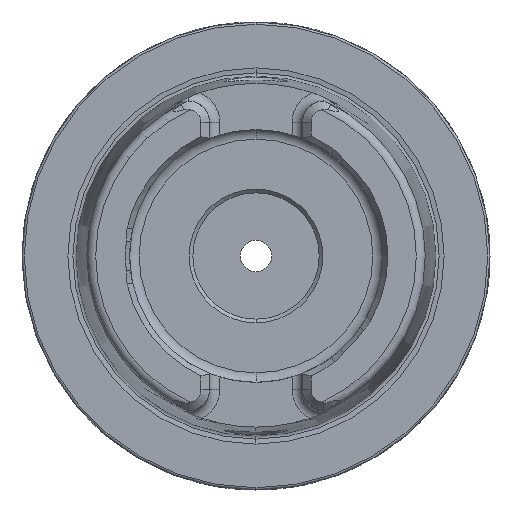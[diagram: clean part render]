
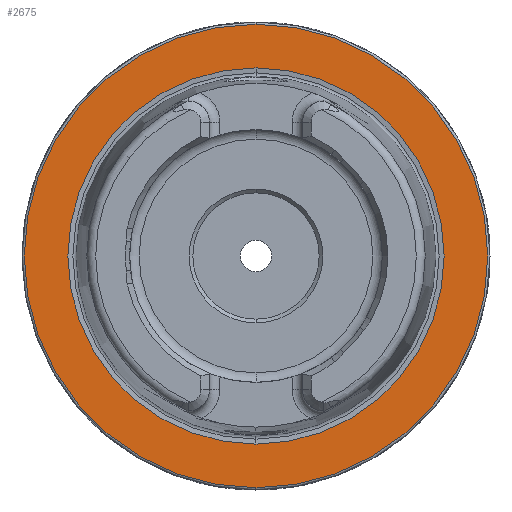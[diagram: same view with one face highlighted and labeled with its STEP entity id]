
A CAD part, left-side view. The second image highlights one B-rep face of the part: STEP entity #2675.
In plain terms, the highlighted planar face has unit normal (-1, 0, 0).
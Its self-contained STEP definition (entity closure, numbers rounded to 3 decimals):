
#32 = AXIS2_PLACEMENT_3D ( 'NONE', #3631, #2896, #145 ) ;
#145 = DIRECTION ( 'NONE',  ( 0., 0., 1. ) ) ;
#147 = PLANE ( 'NONE',  #8232 ) ;
#215 = ORIENTED_EDGE ( 'NONE', *, *, #8881, .T. ) ;
#247 = ORIENTED_EDGE ( 'NONE', *, *, #654, .F. ) ;
#369 = CARTESIAN_POINT ( 'NONE',  ( 0., 0., 0. ) ) ;
#370 = DIRECTION ( 'NONE',  ( -1., 0., 0. ) ) ;
#387 = AXIS2_PLACEMENT_3D ( 'NONE', #7742, #6278, #2082 ) ;
#391 = CIRCLE ( 'NONE', #32, 31.2 ) ;
#654 = EDGE_CURVE ( 'NONE', #8447, #3263, #7657, .T. ) ;
#881 = DIRECTION ( 'NONE',  ( 1., 0., 0. ) ) ;
#1029 = ORIENTED_EDGE ( 'NONE', *, *, #8252, .F. ) ;
#1502 = AXIS2_PLACEMENT_3D ( 'NONE', #369, #5240, #6639 ) ;
#2082 = DIRECTION ( 'NONE',  ( 0., 0., 1. ) ) ;
#2566 = AXIS2_PLACEMENT_3D ( 'NONE', #5210, #370, #5952 ) ;
#2675 = ADVANCED_FACE ( 'NONE', ( #7964, #5015 ), #147, .F. ) ;
#2697 = CARTESIAN_POINT ( 'NONE',  ( 0., 0., -31.2 ) ) ;
#2896 = DIRECTION ( 'NONE',  ( -1., 0., 0. ) ) ;
#2922 = DIRECTION ( 'NONE',  ( 0., 0., -1. ) ) ;
#3239 = CIRCLE ( 'NONE', #387, 25.324 ) ;
#3263 = VERTEX_POINT ( 'NONE', #8257 ) ;
#3605 = CARTESIAN_POINT ( 'NONE',  ( 0., 31.2, 0. ) ) ;
#3631 = CARTESIAN_POINT ( 'NONE',  ( 0., 0., 0. ) ) ;
#4053 = EDGE_LOOP ( 'NONE', ( #247, #1029 ) ) ;
#4380 = VERTEX_POINT ( 'NONE', #2697 ) ;
#5015 = FACE_OUTER_BOUND ( 'NONE', #6383, .T. ) ;
#5210 = CARTESIAN_POINT ( 'NONE',  ( 0., 0., 0. ) ) ;
#5240 = DIRECTION ( 'NONE',  ( -1., 0., 0. ) ) ;
#5952 = DIRECTION ( 'NONE',  ( 0., 0., 1. ) ) ;
#6212 = VERTEX_POINT ( 'NONE', #8581 ) ;
#6278 = DIRECTION ( 'NONE',  ( -1., 0., 0. ) ) ;
#6383 = EDGE_LOOP ( 'NONE', ( #7117, #215 ) ) ;
#6639 = DIRECTION ( 'NONE',  ( 0., 0., 1. ) ) ;
#6659 = CARTESIAN_POINT ( 'NONE',  ( 0., 0., 25.324 ) ) ;
#6769 = EDGE_CURVE ( 'NONE', #6212, #4380, #391, .T. ) ;
#7117 = ORIENTED_EDGE ( 'NONE', *, *, #6769, .T. ) ;
#7657 = CIRCLE ( 'NONE', #1502, 25.324 ) ;
#7742 = CARTESIAN_POINT ( 'NONE',  ( 0., 0., 0. ) ) ;
#7964 = FACE_BOUND ( 'NONE', #4053, .T. ) ;
#8232 = AXIS2_PLACEMENT_3D ( 'NONE', #3605, #881, #2922 ) ;
#8252 = EDGE_CURVE ( 'NONE', #3263, #8447, #3239, .T. ) ;
#8257 = CARTESIAN_POINT ( 'NONE',  ( 0., 0., -25.324 ) ) ;
#8447 = VERTEX_POINT ( 'NONE', #6659 ) ;
#8581 = CARTESIAN_POINT ( 'NONE',  ( 0., 0., 31.2 ) ) ;
#8585 = CIRCLE ( 'NONE', #2566, 31.2 ) ;
#8881 = EDGE_CURVE ( 'NONE', #4380, #6212, #8585, .T. ) ;
